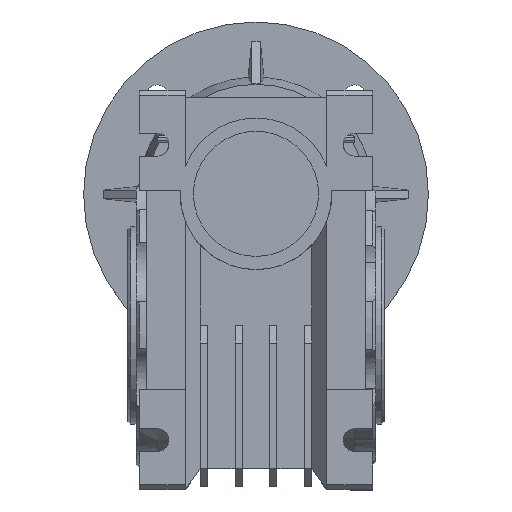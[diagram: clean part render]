
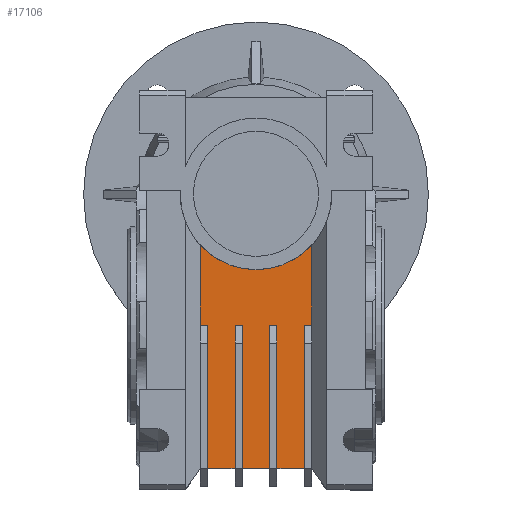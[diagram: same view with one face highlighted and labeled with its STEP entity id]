
A CAD part, top view. The second image highlights one B-rep face of the part: STEP entity #17106.
In plain terms, the highlighted planar face has unit normal (0, 0, 1).
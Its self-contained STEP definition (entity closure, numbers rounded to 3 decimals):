
#470 = VERTEX_POINT ( 'NONE', #17629 ) ;
#473 = VERTEX_POINT ( 'NONE', #17626 ) ;
#490 = EDGE_CURVE ( 'NONE', #470, #473, #17669, .T. ) ;
#652 = VERTEX_POINT ( 'NONE', #17991 ) ;
#657 = EDGE_CURVE ( 'NONE', #652, #725, #17984, .T. ) ;
#725 = VERTEX_POINT ( 'NONE', #18114 ) ;
#2620 = CARTESIAN_POINT ( 'NONE',  ( 6.366, -43.5, 43.5 ) ) ;
#2649 = CARTESIAN_POINT ( 'NONE',  ( -14.799, -43.5, 43.5 ) ) ;
#2672 = CARTESIAN_POINT ( 'NONE',  ( -4.216, -43.5, 43.5 ) ) ;
#2676 = CARTESIAN_POINT ( 'NONE',  ( 16.949, -43.5, 43.5 ) ) ;
#2677 = LINE ( 'NONE', #2676, #2737 ) ;
#2679 = CARTESIAN_POINT ( 'NONE',  ( 14.799, -43.5, 43.5 ) ) ;
#2690 = CARTESIAN_POINT ( 'NONE',  ( 4.216, -43.5, 43.5 ) ) ;
#2704 = DIRECTION ( 'NONE',  ( -1., 0., 0. ) ) ;
#2705 = VECTOR ( 'NONE', #2704, 1000. ) ;
#2706 = CARTESIAN_POINT ( 'NONE',  ( -6.366, -43.5, 43.5 ) ) ;
#2707 = LINE ( 'NONE', #2706, #2705 ) ;
#2736 = DIRECTION ( 'NONE',  ( -1., 0., 0. ) ) ;
#2737 = VECTOR ( 'NONE', #2736, 1000. ) ;
#2760 = DIRECTION ( 'NONE',  ( 1., 0., 0. ) ) ;
#2761 = VECTOR ( 'NONE', #2760, 1000. ) ;
#2764 = CARTESIAN_POINT ( 'NONE',  ( 6.366, -43.5, 43.5 ) ) ;
#2765 = LINE ( 'NONE', #2764, #2761 ) ;
#2809 = CARTESIAN_POINT ( 'NONE',  ( -6.366, -43.5, 43.5 ) ) ;
#2957 = DIRECTION ( 'NONE',  ( -1., 0., 0. ) ) ;
#2958 = DIRECTION ( 'NONE',  ( 0., 0., -1. ) ) ;
#2960 = AXIS2_PLACEMENT_3D ( 'NONE', #2967, #2958, #2957 ) ;
#2967 = CARTESIAN_POINT ( 'NONE',  ( 16.949, -50., 43.5 ) ) ;
#2969 = FACE_OUTER_BOUND ( 'NONE', #16743, .T. ) ;
#2974 = PLANE ( 'NONE',  #2960 ) ;
#8196 = CARTESIAN_POINT ( 'NONE',  ( 14.799, 0., 43.5 ) ) ;
#8223 = CARTESIAN_POINT ( 'NONE',  ( 16.949, 0., 43.5 ) ) ;
#8244 = VECTOR ( 'NONE', #8249, 1000. ) ;
#8249 = DIRECTION ( 'NONE',  ( -1., 0., 0. ) ) ;
#8250 = CARTESIAN_POINT ( 'NONE',  ( 16.949, 0., 43.5 ) ) ;
#8251 = LINE ( 'NONE', #8250, #8244 ) ;
#8281 = CARTESIAN_POINT ( 'NONE',  ( -14.799, 0., 43.5 ) ) ;
#8292 = CARTESIAN_POINT ( 'NONE',  ( -16.949, 0., 43.5 ) ) ;
#8334 = CARTESIAN_POINT ( 'NONE',  ( 16.949, 0., 43.5 ) ) ;
#8335 = LINE ( 'NONE', #8334, #8348 ) ;
#8347 = DIRECTION ( 'NONE',  ( -1., 0., 0. ) ) ;
#8348 = VECTOR ( 'NONE', #8347, 1000. ) ;
#8856 = CARTESIAN_POINT ( 'NONE',  ( 16.949, -50., 43.5 ) ) ;
#8857 = LINE ( 'NONE', #8856, #8860 ) ;
#8858 = DIRECTION ( 'NONE',  ( 0., -1., 0. ) ) ;
#8859 = DIRECTION ( 'NONE',  ( 0., 1., 0. ) ) ;
#8860 = VECTOR ( 'NONE', #8859, 1000. ) ;
#8862 = DIRECTION ( 'NONE',  ( 0., -1., 0. ) ) ;
#8863 = VECTOR ( 'NONE', #8862, 1000. ) ;
#8864 = CARTESIAN_POINT ( 'NONE',  ( -14.799, 0., 43.5 ) ) ;
#8865 = VECTOR ( 'NONE', #8858, 1000. ) ;
#8867 = LINE ( 'NONE', #8868, #8865 ) ;
#8868 = CARTESIAN_POINT ( 'NONE',  ( -6.366, 0., 43.5 ) ) ;
#8882 = LINE ( 'NONE', #8864, #8863 ) ;
#8899 = DIRECTION ( 'NONE',  ( 0., 1., 0. ) ) ;
#8900 = VECTOR ( 'NONE', #8899, 1000. ) ;
#8908 = DIRECTION ( 'NONE',  ( 0., 1., 0. ) ) ;
#8909 = VECTOR ( 'NONE', #8908, 1000. ) ;
#8910 = CARTESIAN_POINT ( 'NONE',  ( 14.799, -43.5, 43.5 ) ) ;
#8911 = LINE ( 'NONE', #8910, #8909 ) ;
#8913 = CARTESIAN_POINT ( 'NONE',  ( -16.949, -50., 43.5 ) ) ;
#8914 = DIRECTION ( 'NONE',  ( 0., 1., 0. ) ) ;
#8915 = VECTOR ( 'NONE', #8914, 1000. ) ;
#8916 = CARTESIAN_POINT ( 'NONE',  ( 6.366, -43.5, 43.5 ) ) ;
#8917 = LINE ( 'NONE', #8916, #8915 ) ;
#8918 = LINE ( 'NONE', #8913, #8900 ) ;
#11561 = CARTESIAN_POINT ( 'NONE',  ( -16.949, 24.35, 43.5 ) ) ;
#11594 = CARTESIAN_POINT ( 'NONE',  ( 16.949, 24.35, 43.5 ) ) ;
#11597 = DIRECTION ( 'NONE',  ( -1., 0., 0. ) ) ;
#11599 = DIRECTION ( 'NONE',  ( 0., 0., 1. ) ) ;
#11600 = CARTESIAN_POINT ( 'NONE',  ( 0., 40., 43.5 ) ) ;
#11601 = AXIS2_PLACEMENT_3D ( 'NONE', #11600, #11599, #11597 ) ;
#11602 = CIRCLE ( 'NONE', #11601, 23.069 ) ;
#12325 = DIRECTION ( 'NONE',  ( 0., 1., 0. ) ) ;
#12326 = VECTOR ( 'NONE', #12325, 1000. ) ;
#12327 = CARTESIAN_POINT ( 'NONE',  ( -4.216, -50., 43.5 ) ) ;
#12331 = LINE ( 'NONE', #12327, #12326 ) ;
#13461 = DIRECTION ( 'NONE',  ( 0., -1., 0. ) ) ;
#13462 = VECTOR ( 'NONE', #13461, 1000. ) ;
#13466 = CARTESIAN_POINT ( 'NONE',  ( 4.216, -50., 43.5 ) ) ;
#13467 = LINE ( 'NONE', #13466, #13462 ) ;
#13733 = VERTEX_POINT ( 'NONE', #8196 ) ;
#13740 = VERTEX_POINT ( 'NONE', #8223 ) ;
#13757 = EDGE_CURVE ( 'NONE', #13740, #13733, #8251, .T. ) ;
#13771 = VERTEX_POINT ( 'NONE', #8292 ) ;
#13772 = VERTEX_POINT ( 'NONE', #8281 ) ;
#13801 = EDGE_CURVE ( 'NONE', #13772, #13771, #8335, .T. ) ;
#14110 = ORIENTED_EDGE ( 'NONE', *, *, #14138, .F. ) ;
#14111 = EDGE_CURVE ( 'NONE', #13772, #16726, #8882, .T. ) ;
#14113 = ORIENTED_EDGE ( 'NONE', *, *, #490, .F. ) ;
#14114 = EDGE_CURVE ( 'NONE', #473, #16813, #8867, .T. ) ;
#14115 = ORIENTED_EDGE ( 'NONE', *, *, #16748, .F. ) ;
#14116 = ORIENTED_EDGE ( 'NONE', *, *, #14114, .F. ) ;
#14119 = ORIENTED_EDGE ( 'NONE', *, *, #15975, .F. ) ;
#14120 = ORIENTED_EDGE ( 'NONE', *, *, #657, .F. ) ;
#14121 = EDGE_CURVE ( 'NONE', #13740, #15620, #8857, .T. ) ;
#14122 = ORIENTED_EDGE ( 'NONE', *, *, #14124, .F. ) ;
#14123 = ORIENTED_EDGE ( 'NONE', *, *, #13757, .F. ) ;
#14124 = EDGE_CURVE ( 'NONE', #16715, #652, #8917, .T. ) ;
#14125 = ORIENTED_EDGE ( 'NONE', *, *, #14126, .T. ) ;
#14126 = EDGE_CURVE ( 'NONE', #16755, #13733, #8911, .T. ) ;
#14127 = ORIENTED_EDGE ( 'NONE', *, *, #15609, .F. ) ;
#14128 = ORIENTED_EDGE ( 'NONE', *, *, #16771, .T. ) ;
#14130 = ORIENTED_EDGE ( 'NONE', *, *, #16727, .F. ) ;
#14131 = ORIENTED_EDGE ( 'NONE', *, *, #14121, .T. ) ;
#14132 = ORIENTED_EDGE ( 'NONE', *, *, #13801, .F. ) ;
#14133 = ORIENTED_EDGE ( 'NONE', *, *, #14111, .T. ) ;
#14138 = EDGE_CURVE ( 'NONE', #13771, #15604, #8918, .T. ) ;
#14185 = ORIENTED_EDGE ( 'NONE', *, *, #16590, .F. ) ;
#15604 = VERTEX_POINT ( 'NONE', #11561 ) ;
#15609 = EDGE_CURVE ( 'NONE', #15604, #15620, #11602, .T. ) ;
#15620 = VERTEX_POINT ( 'NONE', #11594 ) ;
#15975 = EDGE_CURVE ( 'NONE', #16747, #470, #12331, .T. ) ;
#16590 = EDGE_CURVE ( 'NONE', #725, #16737, #13467, .T. ) ;
#16715 = VERTEX_POINT ( 'NONE', #2620 ) ;
#16726 = VERTEX_POINT ( 'NONE', #2649 ) ;
#16727 = EDGE_CURVE ( 'NONE', #16813, #16726, #2707, .T. ) ;
#16737 = VERTEX_POINT ( 'NONE', #2690 ) ;
#16743 = EDGE_LOOP ( 'NONE', ( #14120, #14122, #14128, #14125, #14123, #14131, #14127, #14110, #14132, #14133, #14130, #14116, #14113, #14119, #14115, #14185 ) ) ;
#16747 = VERTEX_POINT ( 'NONE', #2672 ) ;
#16748 = EDGE_CURVE ( 'NONE', #16737, #16747, #2677, .T. ) ;
#16755 = VERTEX_POINT ( 'NONE', #2679 ) ;
#16771 = EDGE_CURVE ( 'NONE', #16715, #16755, #2765, .T. ) ;
#16813 = VERTEX_POINT ( 'NONE', #2809 ) ;
#17106 = ADVANCED_FACE ( 'NONE', ( #2969 ), #2974, .F. ) ;
#17626 = CARTESIAN_POINT ( 'NONE',  ( -6.366, 0., 43.5 ) ) ;
#17629 = CARTESIAN_POINT ( 'NONE',  ( -4.216, 0., 43.5 ) ) ;
#17649 = DIRECTION ( 'NONE',  ( -1., 0., 0. ) ) ;
#17650 = VECTOR ( 'NONE', #17649, 1000. ) ;
#17651 = CARTESIAN_POINT ( 'NONE',  ( 16.949, 0., 43.5 ) ) ;
#17669 = LINE ( 'NONE', #17651, #17650 ) ;
#17976 = DIRECTION ( 'NONE',  ( -1., 0., 0. ) ) ;
#17977 = VECTOR ( 'NONE', #17976, 1000. ) ;
#17983 = CARTESIAN_POINT ( 'NONE',  ( 16.949, 0., 43.5 ) ) ;
#17984 = LINE ( 'NONE', #17983, #17977 ) ;
#17991 = CARTESIAN_POINT ( 'NONE',  ( 6.366, 0., 43.5 ) ) ;
#18114 = CARTESIAN_POINT ( 'NONE',  ( 4.216, 0., 43.5 ) ) ;
